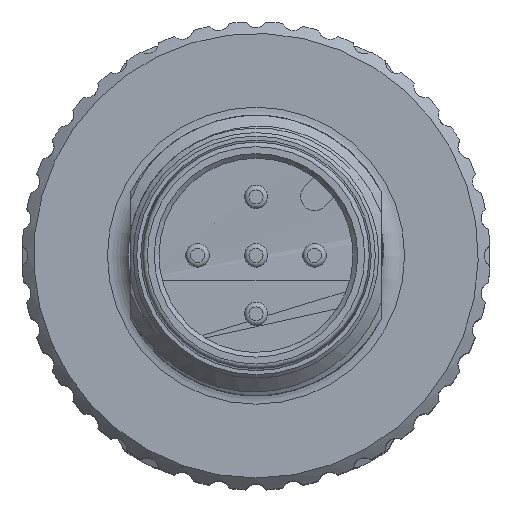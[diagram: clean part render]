
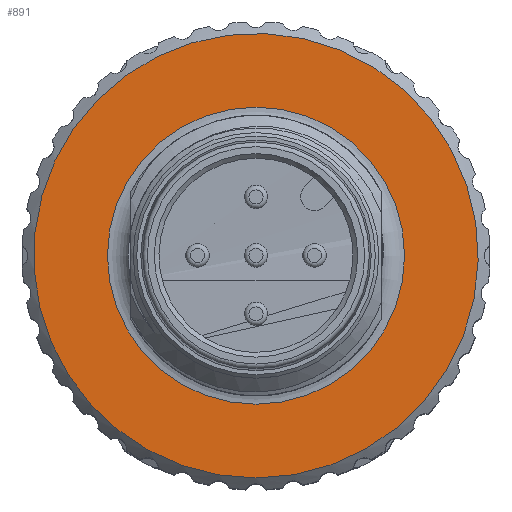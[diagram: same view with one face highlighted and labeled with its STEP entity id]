
A CAD part, top view. The second image highlights one B-rep face of the part: STEP entity #891.
In plain terms, the highlighted planar face has unit normal (0, 0, 1).
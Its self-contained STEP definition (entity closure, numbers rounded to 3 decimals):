
#263=PLANE('',#6457);
#351=FACE_BOUND('',#1773,.T.);
#352=FACE_BOUND('',#1774,.T.);
#891=ADVANCED_FACE('',(#351,#352),#263,.T.);
#1773=EDGE_LOOP('',(#2771));
#1774=EDGE_LOOP('',(#2772));
#2182=CIRCLE('',#6454,9.5);
#2183=CIRCLE('',#6456,6.35);
#2771=ORIENTED_EDGE('',*,*,#5057,.T.);
#2772=ORIENTED_EDGE('',*,*,#5056,.T.);
#4356=VERTEX_POINT('',#10456);
#4357=VERTEX_POINT('',#10459);
#5056=EDGE_CURVE('',#4356,#4356,#2182,.T.);
#5057=EDGE_CURVE('',#4357,#4357,#2183,.T.);
#6454=AXIS2_PLACEMENT_3D('',#10455,#7268,#7269);
#6456=AXIS2_PLACEMENT_3D('',#10458,#7272,#7273);
#6457=AXIS2_PLACEMENT_3D('',#10460,#7274,#7275);
#7268=DIRECTION('',(0.,0.,1.));
#7269=DIRECTION('',(0.,-1.,0.));
#7272=DIRECTION('',(0.,0.,-1.));
#7273=DIRECTION('',(0.,-1.,0.));
#7274=DIRECTION('',(0.,0.,1.));
#7275=DIRECTION('',(0.,-1.,0.));
#10455=CARTESIAN_POINT('',(0.,0.,-8.9));
#10456=CARTESIAN_POINT('',(0.,-9.5,-8.9));
#10458=CARTESIAN_POINT('',(0.,0.,-8.9));
#10459=CARTESIAN_POINT('',(0.,-6.35,-8.9));
#10460=CARTESIAN_POINT('',(0.,0.,-8.9));
